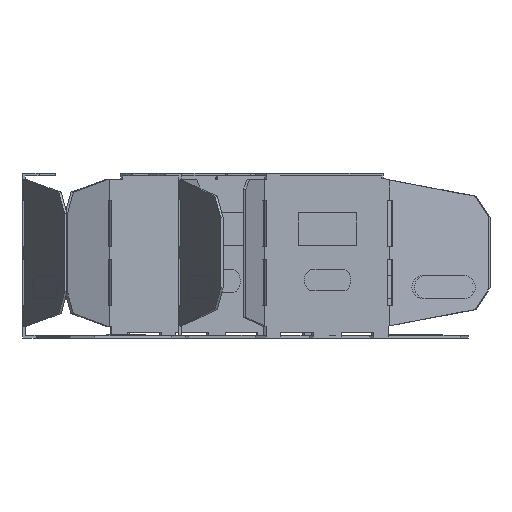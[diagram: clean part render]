
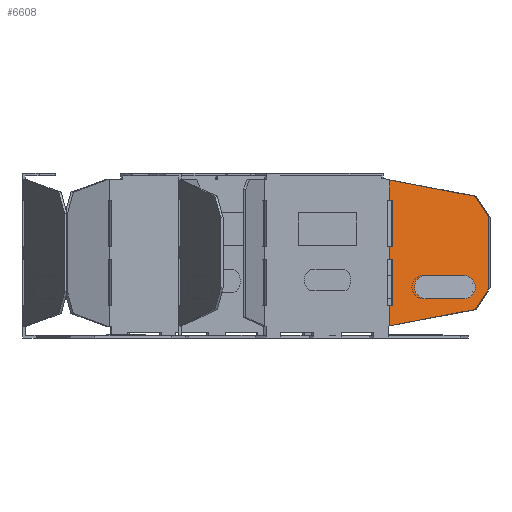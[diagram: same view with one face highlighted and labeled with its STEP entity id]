
A CAD part, left-side view. The second image highlights one B-rep face of the part: STEP entity #6608.
In plain terms, the highlighted planar face has unit normal (-0.924, -0.383, 0).
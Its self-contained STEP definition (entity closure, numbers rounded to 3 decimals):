
#86=FACE_OUTER_BOUND('',#364,.T.);
#364=EDGE_LOOP('',(#4747,#4748,#4749,#4750,#4751,#4752,#4753,#4754,#4755,
#4756,#4757,#4758,#4759,#4760));
#639=LINE('',#8976,#1623);
#763=LINE('',#9226,#1747);
#921=LINE('',#9529,#1905);
#922=LINE('',#9531,#1906);
#923=LINE('',#9533,#1907);
#924=LINE('',#9535,#1908);
#925=LINE('',#9537,#1909);
#926=LINE('',#9539,#1910);
#927=LINE('',#9541,#1911);
#928=LINE('',#9543,#1912);
#929=LINE('',#9544,#1913);
#930=LINE('',#9546,#1914);
#931=LINE('',#9547,#1915);
#932=LINE('',#9548,#1916);
#1623=VECTOR('',#7330,1.);
#1747=VECTOR('',#7466,1.);
#1905=VECTOR('',#7666,1.);
#1906=VECTOR('',#7667,1.);
#1907=VECTOR('',#7668,1.);
#1908=VECTOR('',#7669,1.);
#1909=VECTOR('',#7670,1.);
#1910=VECTOR('',#7671,1.);
#1911=VECTOR('',#7672,1.);
#1912=VECTOR('',#7673,1.);
#1913=VECTOR('',#7674,1.);
#1914=VECTOR('',#7675,1.);
#1915=VECTOR('',#7676,1.);
#1916=VECTOR('',#7677,1.);
#2667=VERTEX_POINT('',#8973);
#2668=VERTEX_POINT('',#8975);
#2787=VERTEX_POINT('',#9223);
#2788=VERTEX_POINT('',#9225);
#2911=VERTEX_POINT('',#9527);
#2912=VERTEX_POINT('',#9528);
#2913=VERTEX_POINT('',#9530);
#2914=VERTEX_POINT('',#9532);
#2915=VERTEX_POINT('',#9534);
#2916=VERTEX_POINT('',#9536);
#2917=VERTEX_POINT('',#9538);
#2918=VERTEX_POINT('',#9540);
#2919=VERTEX_POINT('',#9542);
#2920=VERTEX_POINT('',#9545);
#3387=EDGE_CURVE('',#2667,#2668,#639,.T.);
#3511=EDGE_CURVE('',#2787,#2788,#763,.T.);
#3669=EDGE_CURVE('',#2911,#2912,#921,.T.);
#3670=EDGE_CURVE('',#2912,#2913,#922,.T.);
#3671=EDGE_CURVE('',#2914,#2913,#923,.T.);
#3672=EDGE_CURVE('',#2915,#2914,#924,.T.);
#3673=EDGE_CURVE('',#2916,#2915,#925,.T.);
#3674=EDGE_CURVE('',#2917,#2916,#926,.T.);
#3675=EDGE_CURVE('',#2918,#2917,#927,.T.);
#3676=EDGE_CURVE('',#2919,#2918,#928,.T.);
#3677=EDGE_CURVE('',#2788,#2919,#929,.T.);
#3678=EDGE_CURVE('',#2920,#2787,#930,.T.);
#3679=EDGE_CURVE('',#2668,#2920,#931,.T.);
#3680=EDGE_CURVE('',#2667,#2911,#932,.T.);
#4747=ORIENTED_EDGE('',*,*,#3669,.T.);
#4748=ORIENTED_EDGE('',*,*,#3670,.T.);
#4749=ORIENTED_EDGE('',*,*,#3671,.F.);
#4750=ORIENTED_EDGE('',*,*,#3672,.F.);
#4751=ORIENTED_EDGE('',*,*,#3673,.F.);
#4752=ORIENTED_EDGE('',*,*,#3674,.F.);
#4753=ORIENTED_EDGE('',*,*,#3675,.F.);
#4754=ORIENTED_EDGE('',*,*,#3676,.F.);
#4755=ORIENTED_EDGE('',*,*,#3677,.F.);
#4756=ORIENTED_EDGE('',*,*,#3511,.F.);
#4757=ORIENTED_EDGE('',*,*,#3678,.F.);
#4758=ORIENTED_EDGE('',*,*,#3679,.F.);
#4759=ORIENTED_EDGE('',*,*,#3387,.F.);
#4760=ORIENTED_EDGE('',*,*,#3680,.T.);
#6330=PLANE('',#6963);
#6608=ADVANCED_FACE('',(#86),#6330,.F.);
#6963=AXIS2_PLACEMENT_3D('',#9526,#7664,#7665);
#7330=DIRECTION('',(-0.377,0.91,-0.174));
#7466=DIRECTION('',(0.,0.,1.));
#7664=DIRECTION('center_axis',(0.924,0.383,0.));
#7665=DIRECTION('ref_axis',(0.,0.,
1.));
#7666=DIRECTION('',(0.,0.,1.));
#7667=DIRECTION('',(-0.219,0.53,0.819));
#7668=DIRECTION('',(0.377,-0.91,-0.174));
#7669=DIRECTION('',(0.,0.,1.));
#7670=DIRECTION('',(-0.383,0.924,0.));
#7671=DIRECTION('',(0.,0.,1.));
#7672=DIRECTION('',(0.383,-0.924,0.));
#7673=DIRECTION('',(0.,0.,1.));
#7674=DIRECTION('',(-0.383,0.924,0.));
#7675=DIRECTION('',(0.383,-0.924,0.));
#7676=DIRECTION('',(0.,0.,1.));
#7677=DIRECTION('',(0.219,-0.53,0.819));
#8973=CARTESIAN_POINT('',(215.593,-82.041,8.681));
#8975=CARTESIAN_POINT('',(204.74,-55.841,3.681));
#8976=CARTESIAN_POINT('',(210.205,-69.033,6.198));
#9223=CARTESIAN_POINT('',(205.103,-56.716,9.895));
#9225=CARTESIAN_POINT('',(205.103,-56.716,23.895));
#9226=CARTESIAN_POINT('',(205.103,-56.716,16.895));
#9526=CARTESIAN_POINT('Origin',(194.388,-30.848,-37.482));
#9527=CARTESIAN_POINT('',(217.349,-86.28,15.234));
#9528=CARTESIAN_POINT('',(217.349,-86.28,36.556));
#9529=CARTESIAN_POINT('',(217.349,-86.28,25.895));
#9530=CARTESIAN_POINT('',(215.593,-82.041,43.109));
#9531=CARTESIAN_POINT('',(216.471,-84.161,39.832));
#9532=CARTESIAN_POINT('',(204.74,-55.841,48.109));
#9533=CARTESIAN_POINT('',(210.205,-69.033,45.592));
#9534=CARTESIAN_POINT('',(204.74,-55.841,41.895));
#9535=CARTESIAN_POINT('',(204.74,-55.841,-37.482));
#9536=CARTESIAN_POINT('',(205.103,-56.716,41.895));
#9537=CARTESIAN_POINT('',(204.96,-56.37,41.895));
#9538=CARTESIAN_POINT('',(205.103,-56.716,27.895));
#9539=CARTESIAN_POINT('',(205.103,-56.716,34.895));
#9540=CARTESIAN_POINT('',(204.74,-55.841,27.895));
#9541=CARTESIAN_POINT('',(204.96,-56.37,27.895));
#9542=CARTESIAN_POINT('',(204.74,-55.841,23.895));
#9543=CARTESIAN_POINT('',(204.74,-55.841,-37.482));
#9544=CARTESIAN_POINT('',(204.96,-56.37,23.895));
#9545=CARTESIAN_POINT('',(204.74,-55.841,9.895));
#9546=CARTESIAN_POINT('',(204.96,-56.37,9.895));
#9547=CARTESIAN_POINT('',(204.74,-55.841,-37.482));
#9548=CARTESIAN_POINT('',(216.471,-84.161,11.958));
